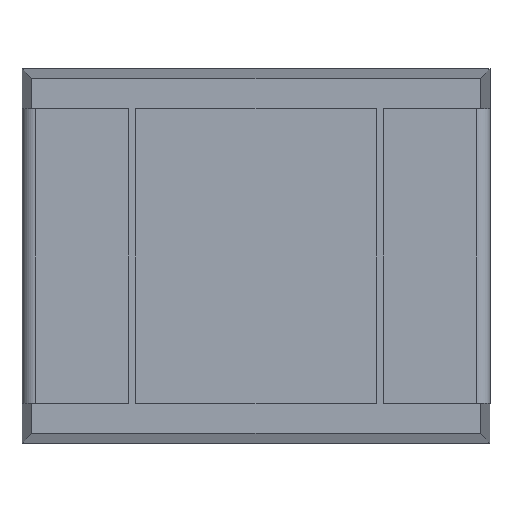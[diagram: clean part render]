
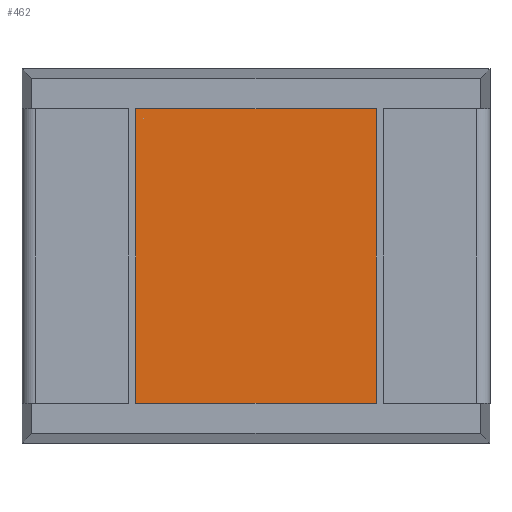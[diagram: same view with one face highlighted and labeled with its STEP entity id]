
A CAD part, front view. The second image highlights one B-rep face of the part: STEP entity #462.
In plain terms, the highlighted planar face has unit normal (0, -1, 0).
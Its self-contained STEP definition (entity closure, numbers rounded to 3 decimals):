
#335 = VERTEX_POINT ( 'NONE', #766 ) ;
#462 = ADVANCED_FACE ( 'NONE', ( #4857 ), #1951, .T. ) ;
#766 = CARTESIAN_POINT ( 'NONE',  ( 0.9, 0., 1.1 ) ) ;
#896 = ORIENTED_EDGE ( 'NONE', *, *, #4222, .F. ) ;
#1328 = VECTOR ( 'NONE', #6034, 1000. ) ;
#1379 = LINE ( 'NONE', #6621, #1328 ) ;
#1454 = DIRECTION ( 'NONE',  ( 0., 0., -1. ) ) ;
#1523 = VERTEX_POINT ( 'NONE', #5263 ) ;
#1667 = CARTESIAN_POINT ( 'NONE',  ( -0.9, 0., 1.1 ) ) ;
#1826 = ORIENTED_EDGE ( 'NONE', *, *, #1861, .F. ) ;
#1861 = EDGE_CURVE ( 'NONE', #1523, #5265, #6355, .T. ) ;
#1951 = PLANE ( 'NONE',  #7618 ) ;
#2559 = CARTESIAN_POINT ( 'NONE',  ( 0., 0., 0. ) ) ;
#2948 = VERTEX_POINT ( 'NONE', #1667 ) ;
#3181 = DIRECTION ( 'NONE',  ( 0., -1., 0. ) ) ;
#3424 = DIRECTION ( 'NONE',  ( -1., 0., 0. ) ) ;
#3584 = CARTESIAN_POINT ( 'NONE',  ( -0.9, 0., 1.1 ) ) ;
#3851 = LINE ( 'NONE', #3584, #7539 ) ;
#4222 = EDGE_CURVE ( 'NONE', #335, #1523, #5249, .T. ) ;
#4559 = ORIENTED_EDGE ( 'NONE', *, *, #5899, .F. ) ;
#4833 = ORIENTED_EDGE ( 'NONE', *, *, #7639, .F. ) ;
#4857 = FACE_OUTER_BOUND ( 'NONE', #4859, .T. ) ;
#4859 = EDGE_LOOP ( 'NONE', ( #4559, #1826, #896, #4833 ) ) ;
#5047 = CARTESIAN_POINT ( 'NONE',  ( -0.9, 0., -1.1 ) ) ;
#5210 = CARTESIAN_POINT ( 'NONE',  ( 0.9, 0., -1.1 ) ) ;
#5249 = LINE ( 'NONE', #5210, #7559 ) ;
#5263 = CARTESIAN_POINT ( 'NONE',  ( 0.9, 0., -1.1 ) ) ;
#5265 = VERTEX_POINT ( 'NONE', #5746 ) ;
#5746 = CARTESIAN_POINT ( 'NONE',  ( -0.9, 0., -1.1 ) ) ;
#5899 = EDGE_CURVE ( 'NONE', #5265, #2948, #3851, .T. ) ;
#6034 = DIRECTION ( 'NONE',  ( 1., 0., 0. ) ) ;
#6355 = LINE ( 'NONE', #5047, #7649 ) ;
#6621 = CARTESIAN_POINT ( 'NONE',  ( 0.9, 0., 1.1 ) ) ;
#6915 = DIRECTION ( 'NONE',  ( 0., 0., -1. ) ) ;
#7539 = VECTOR ( 'NONE', #7622, 1000. ) ;
#7559 = VECTOR ( 'NONE', #6915, 1000. ) ;
#7618 = AXIS2_PLACEMENT_3D ( 'NONE', #2559, #3181, #1454 ) ;
#7622 = DIRECTION ( 'NONE',  ( 0., 0., 1. ) ) ;
#7639 = EDGE_CURVE ( 'NONE', #2948, #335, #1379, .T. ) ;
#7649 = VECTOR ( 'NONE', #3424, 1000. ) ;
